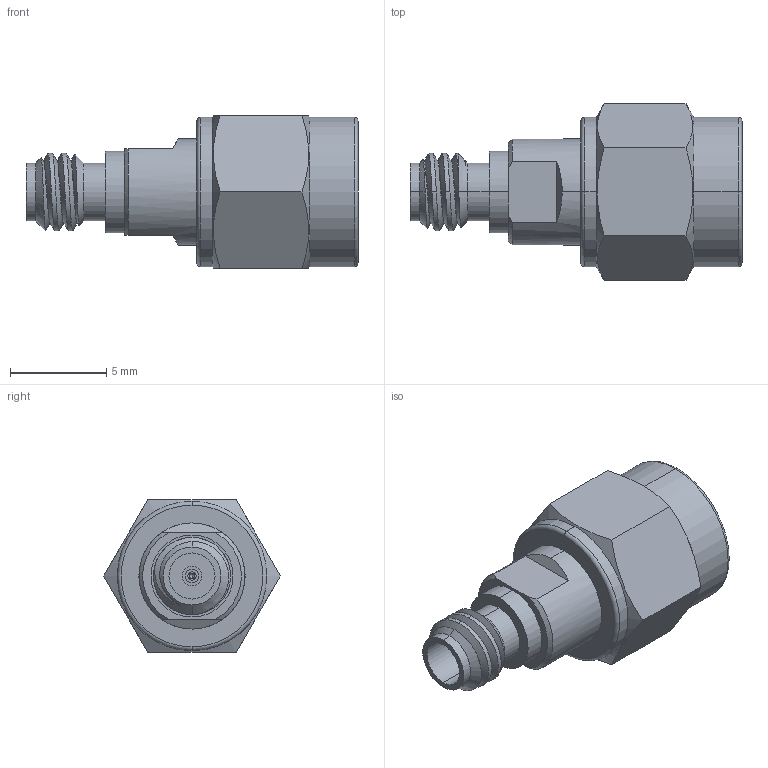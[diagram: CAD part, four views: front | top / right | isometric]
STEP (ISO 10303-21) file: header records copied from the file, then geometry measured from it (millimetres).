
FILE_DESCRIPTION (( 'STEP AP214' ), '1' );
FILE_NAME ('CT-KM1F-LN1.STEP', '2025-01-16T01:08:09', ( '' ), ( '' ), 'SwSTEP 2.0', 'SolidWorks 2021', '' );
FILE_SCHEMA (( 'AUTOMOTIVE_DESIGN' ));
Length unit declared in the file: millimetre
Products named in the file (1): CT-KM1F-LN1
Bounding box: 17.21 x 9.15 x 7.92 mm (x, y, z)
Volume: 459 mm3; surface area: 602.5 mm2
Topology: 1 solids, 1 shells, 107 faces, 255 edges, 161 vertices
Faces by surface type: cylinder 42, plane 36, cone 22, torus 4, bspline 3
Entity records: 5080 total; most frequent: CARTESIAN_POINT 2598, DIRECTION 516, ORIENTED_EDGE 506, EDGE_CURVE 253, AXIS2_PLACEMENT_3D 210, VERTEX_POINT 161, EDGE_LOOP 120, ADVANCED_FACE 107
